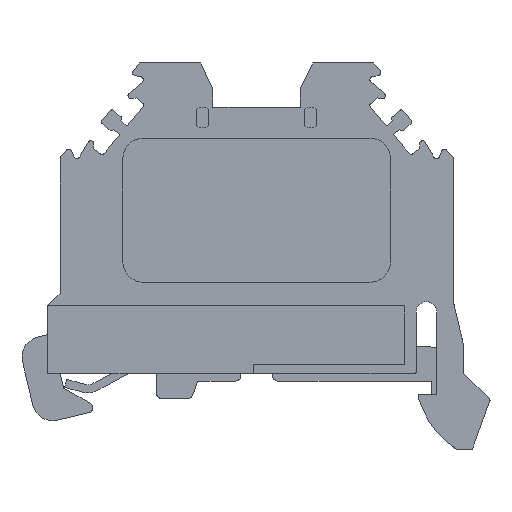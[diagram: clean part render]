
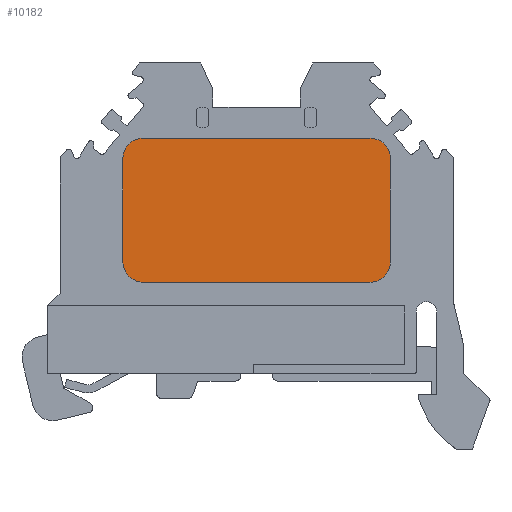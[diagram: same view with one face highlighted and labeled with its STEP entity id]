
A CAD part, left-side view. The second image highlights one B-rep face of the part: STEP entity #10182.
In plain terms, the highlighted planar face has unit normal (-1, 0, 0).
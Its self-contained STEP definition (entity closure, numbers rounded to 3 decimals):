
#205 = VECTOR ( 'NONE', #1677, 1000. ) ;
#276 = CARTESIAN_POINT ( 'NONE',  ( -2.4, -11., 20.9 ) ) ;
#482 = CARTESIAN_POINT ( 'NONE',  ( -2.4, -13., 20.9 ) ) ;
#972 = CARTESIAN_POINT ( 'NONE',  ( -2.4, 13., 20.9 ) ) ;
#1677 = DIRECTION ( 'NONE',  ( 0., 0., 1. ) ) ;
#1729 = CARTESIAN_POINT ( 'NONE',  ( -2.4, -11., 8.9 ) ) ;
#1824 = EDGE_CURVE ( 'NONE', #7953, #1893, #10844, .T. ) ;
#1833 = DIRECTION ( 'NONE',  ( -1., 0., 0. ) ) ;
#1835 = ORIENTED_EDGE ( 'NONE', *, *, #8911, .T. ) ;
#1893 = VERTEX_POINT ( 'NONE', #3572 ) ;
#1922 = CARTESIAN_POINT ( 'NONE',  ( -2.4, -11., 10.9 ) ) ;
#1923 = DIRECTION ( 'NONE',  ( 0., 0., -1. ) ) ;
#1925 = DIRECTION ( 'NONE',  ( 1., 0., 0. ) ) ;
#1948 = CIRCLE ( 'NONE', #5784, 2. ) ;
#1991 = DIRECTION ( 'NONE',  ( -1., 0., 0. ) ) ;
#2010 = CIRCLE ( 'NONE', #6042, 2. ) ;
#2878 = LINE ( 'NONE', #972, #4243 ) ;
#2933 = VERTEX_POINT ( 'NONE', #11408 ) ;
#3038 = AXIS2_PLACEMENT_3D ( 'NONE', #10709, #1925, #10456 ) ;
#3417 = AXIS2_PLACEMENT_3D ( 'NONE', #276, #8801, #5962 ) ;
#3572 = CARTESIAN_POINT ( 'NONE',  ( -2.4, 11., 22.9 ) ) ;
#4243 = VECTOR ( 'NONE', #1923, 1000. ) ;
#4342 = VERTEX_POINT ( 'NONE', #8578 ) ;
#5093 = EDGE_LOOP ( 'NONE', ( #1835, #8624, #11162, #11912, #5203, #7258, #7509, #10243 ) ) ;
#5203 = ORIENTED_EDGE ( 'NONE', *, *, #8060, .T. ) ;
#5582 = DIRECTION ( 'NONE',  ( 0., -1., 0. ) ) ;
#5716 = LINE ( 'NONE', #1729, #6445 ) ;
#5744 = DIRECTION ( 'NONE',  ( 0., 0., 1. ) ) ;
#5775 = VERTEX_POINT ( 'NONE', #11186 ) ;
#5776 = DIRECTION ( 'NONE',  ( -1., 0., 0. ) ) ;
#5784 = AXIS2_PLACEMENT_3D ( 'NONE', #8337, #1991, #11304 ) ;
#5878 = CARTESIAN_POINT ( 'NONE',  ( -2.4, 13., 20.9 ) ) ;
#5962 = DIRECTION ( 'NONE',  ( 0., 0., 1. ) ) ;
#5981 = CARTESIAN_POINT ( 'NONE',  ( -2.4, -11., 22.9 ) ) ;
#6042 = AXIS2_PLACEMENT_3D ( 'NONE', #1922, #5776, #11406 ) ;
#6195 = CIRCLE ( 'NONE', #9230, 2. ) ;
#6271 = EDGE_CURVE ( 'NONE', #2933, #6593, #11170, .T. ) ;
#6436 = EDGE_CURVE ( 'NONE', #4342, #10513, #5716, .T. ) ;
#6445 = VECTOR ( 'NONE', #5582, 1000. ) ;
#6449 = EDGE_CURVE ( 'NONE', #11055, #5775, #2878, .T. ) ;
#6530 = EDGE_CURVE ( 'NONE', #6593, #7953, #7038, .T. ) ;
#6593 = VERTEX_POINT ( 'NONE', #8111 ) ;
#6859 = PLANE ( 'NONE',  #3038 ) ;
#7038 = CIRCLE ( 'NONE', #3417, 2. ) ;
#7258 = ORIENTED_EDGE ( 'NONE', *, *, #6449, .T. ) ;
#7509 = ORIENTED_EDGE ( 'NONE', *, *, #7579, .T. ) ;
#7579 = EDGE_CURVE ( 'NONE', #5775, #4342, #1948, .T. ) ;
#7880 = DIRECTION ( 'NONE',  ( 0., 1., 0. ) ) ;
#7953 = VERTEX_POINT ( 'NONE', #10745 ) ;
#8060 = EDGE_CURVE ( 'NONE', #1893, #11055, #6195, .T. ) ;
#8111 = CARTESIAN_POINT ( 'NONE',  ( -2.4, -13., 20.9 ) ) ;
#8337 = CARTESIAN_POINT ( 'NONE',  ( -2.4, 11., 10.9 ) ) ;
#8578 = CARTESIAN_POINT ( 'NONE',  ( -2.4, 11., 8.9 ) ) ;
#8624 = ORIENTED_EDGE ( 'NONE', *, *, #6271, .T. ) ;
#8690 = VECTOR ( 'NONE', #7880, 1000. ) ;
#8801 = DIRECTION ( 'NONE',  ( -1., 0., 0. ) ) ;
#8911 = EDGE_CURVE ( 'NONE', #10513, #2933, #2010, .T. ) ;
#9230 = AXIS2_PLACEMENT_3D ( 'NONE', #11564, #1833, #5744 ) ;
#10182 = ADVANCED_FACE ( 'NONE', ( #10586 ), #6859, .F. ) ;
#10243 = ORIENTED_EDGE ( 'NONE', *, *, #6436, .T. ) ;
#10456 = DIRECTION ( 'NONE',  ( 0., 0., -1. ) ) ;
#10513 = VERTEX_POINT ( 'NONE', #12392 ) ;
#10586 = FACE_OUTER_BOUND ( 'NONE', #5093, .T. ) ;
#10709 = CARTESIAN_POINT ( 'NONE',  ( -2.4, -11., 10.9 ) ) ;
#10745 = CARTESIAN_POINT ( 'NONE',  ( -2.4, -11., 22.9 ) ) ;
#10844 = LINE ( 'NONE', #5981, #8690 ) ;
#11055 = VERTEX_POINT ( 'NONE', #5878 ) ;
#11162 = ORIENTED_EDGE ( 'NONE', *, *, #6530, .T. ) ;
#11170 = LINE ( 'NONE', #482, #205 ) ;
#11186 = CARTESIAN_POINT ( 'NONE',  ( -2.4, 13., 10.9 ) ) ;
#11304 = DIRECTION ( 'NONE',  ( 0., 0., 1. ) ) ;
#11406 = DIRECTION ( 'NONE',  ( 0., 0., -1. ) ) ;
#11408 = CARTESIAN_POINT ( 'NONE',  ( -2.4, -13., 10.9 ) ) ;
#11564 = CARTESIAN_POINT ( 'NONE',  ( -2.4, 11., 20.9 ) ) ;
#11912 = ORIENTED_EDGE ( 'NONE', *, *, #1824, .T. ) ;
#12392 = CARTESIAN_POINT ( 'NONE',  ( -2.4, -11., 8.9 ) ) ;
